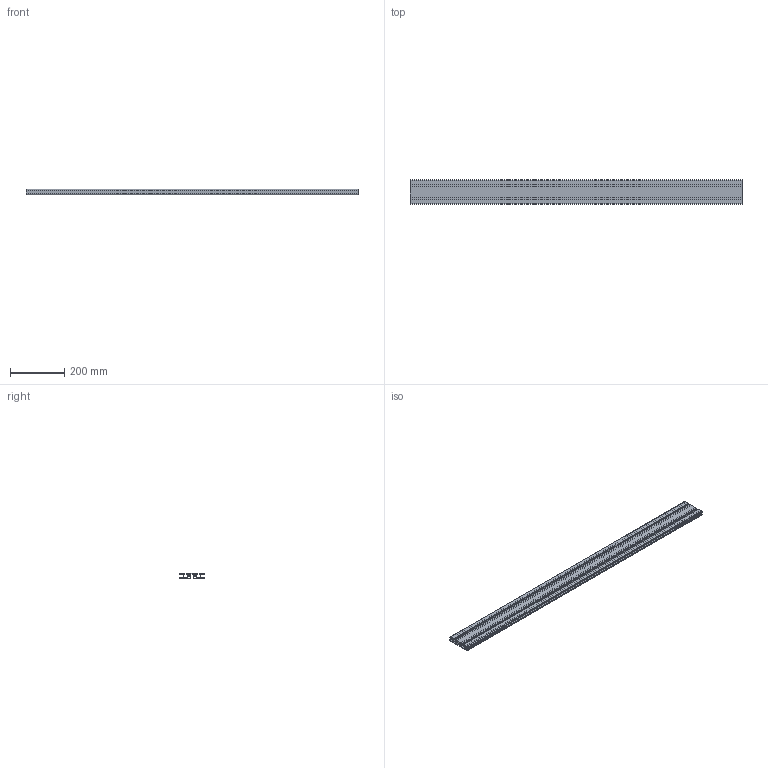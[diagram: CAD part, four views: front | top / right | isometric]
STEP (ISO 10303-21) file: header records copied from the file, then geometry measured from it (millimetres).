
FILE_DESCRIPTION(/* description */ (''),/* implementation_level */ '2;1');
FILE_NAME(/* name */ '10-9018.5-0-48IN.stp',/* time_stamp */ '2024-11-12T15:41:10-05:00',/* author */ ('esanner'),/* organization */ (''),/* preprocessor_version */ 'ST-DEVELOPER v19',/* originating_system */ 'AutoCAD Mechanical',/* authorisation */ '');
FILE_SCHEMA (('AUTOMOTIVE_DESIGN { 1 0 10303 214 3 1 1 }'));
Length unit declared in the file: millimetre
Products named in the file (1): Product
Bounding box: 1219.2 x 90 x 18.5 mm (x, y, z)
Volume: 752498.5 mm3; surface area: 586906 mm2
Topology: 1 solids, 1 shells, 68 faces, 198 edges, 132 vertices
Faces by surface type: plane 54, cylinder 14
Entity records: 2261 total; most frequent: CARTESIAN_POINT 399, ORIENTED_EDGE 396, DIRECTION 364, EDGE_CURVE 198, LINE 170, VECTOR 170, VERTEX_POINT 132, AXIS2_PLACEMENT_3D 97
